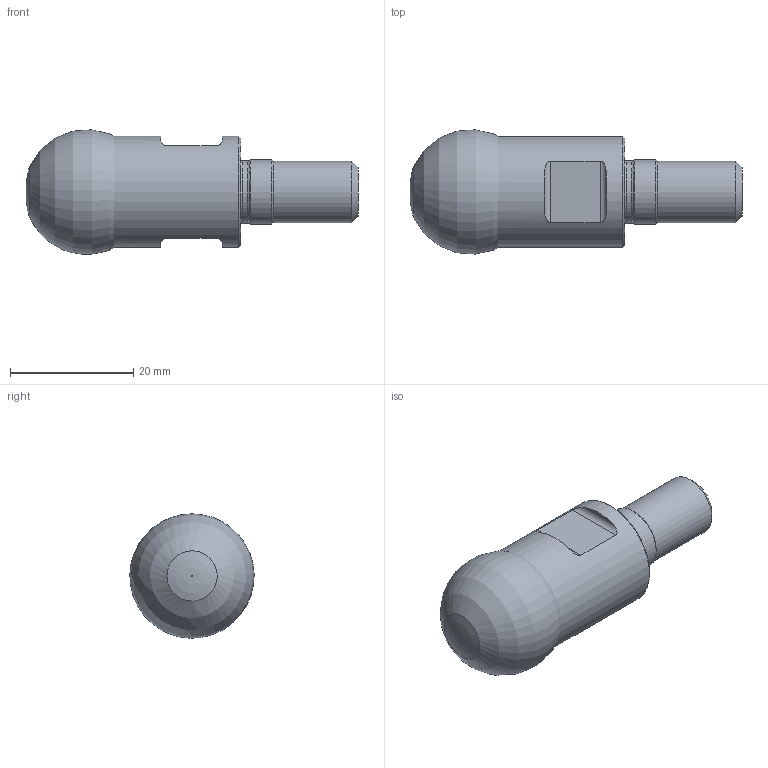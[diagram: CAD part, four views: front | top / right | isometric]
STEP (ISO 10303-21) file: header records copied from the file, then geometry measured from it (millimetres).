
FILE_DESCRIPTION(/* description */ (''),/* implementation_level */ '2;1');
FILE_NAME(/* name */ '20K2R35M10-SRC20-A.stp',/* time_stamp */ '2020-02-07T07:43:47+01:00',/* author */ (''),/* organization */ (''),/* preprocessor_version */ 'ST-DEVELOPER v16.7',/* originating_system */ 'SIEMENS PLM Software NX 12.0',/* authorisation */ '');
FILE_SCHEMA (('AUTOMOTIVE_DESIGN { 1 0 10303 214 3 1 1 1 }'));
Length unit declared in the file: millimetre
Products named in the file (1): pp07321CEE9Ebem6
Bounding box: 53.82 x 20.14 x 20.16 mm (x, y, z)
Volume: 13014.7 mm3; surface area: 3995.6 mm2
Topology: 2 solids, 2 shells, 29 faces, 66 edges, 42 vertices
Faces by surface type: plane 10, cylinder 8, cone 5, revolution 3, torus 2, sphere 1
Full cylindrical faces by diameter (mm): 10 x1, 10.1 x1, 10.5 x1, 18 x1
Entity records: 816 total; most frequent: CARTESIAN_POINT 248, DIRECTION 111, ORIENTED_EDGE 82, AXIS2_PLACEMENT_3D 48, EDGE_LOOP 46, EDGE_CURVE 41, VERTEX_POINT 33, FACE_BOUND 32
